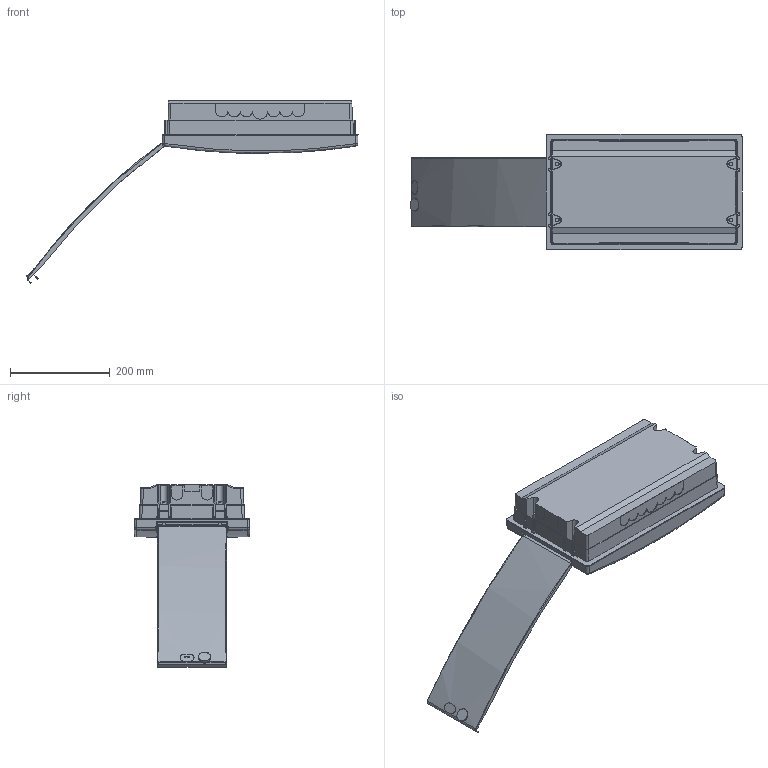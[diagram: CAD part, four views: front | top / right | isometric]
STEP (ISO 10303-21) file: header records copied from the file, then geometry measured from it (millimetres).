
FILE_DESCRIPTION(/* description */ ('Unknown'),/* implementation_level */ '2;1');
FILE_NAME(/* name */ 'ECM_18_PO_Mod',/* time_stamp */ '2020-05-19T08:19:42+02:00',/* author */ ('Unknown'),/* organization */ ('Unknown'),/* preprocessor_version */ 'ST-DEVELOPER v16.7',/* originating_system */ 'DEX',/* authorisation */ $);
FILE_SCHEMA (('AUTOMOTIVE_DESIGN {1 0 10303 214 3 1 1}'));
Length unit declared in the file: millimetre
Products named in the file (8): ECM_18_PO_Mod; Door_ECM_18; Front_ECM_18; Bottom_ECM_18; Screw_M4x16; Screw_M4x8; TH_18_Rail; ETI LOGO
Assembly tree (11 placements, depth 2):
  ECM_18_PO_Mod
    Door_ECM_18
    Front_ECM_18
    Bottom_ECM_18
    Screw_M4x16  x4
    Screw_M4x8  x2
    TH_18_Rail
    ETI LOGO
Bounding box: 664.94 x 231.95 x 365.88 mm (x, y, z)
Volume: 759713.7 mm3; surface area: 777777 mm2
Topology: 13 solids, 13 shells, 764 faces, 2022 edges, 1330 vertices
Faces by surface type: plane 505, cylinder 143, cone 76, bspline 14, sphere 14, torus 12
Full cylindrical faces by diameter (mm): 4 x8, 8 x6
Entity records: 21072 total; most frequent: CARTESIAN_POINT 4909, ORIENTED_EDGE 3394, DIRECTION 3135, EDGE_CURVE 1697, LINE 1177, VECTOR 1177, VERTEX_POINT 1148, AXIS2_PLACEMENT_3D 979
